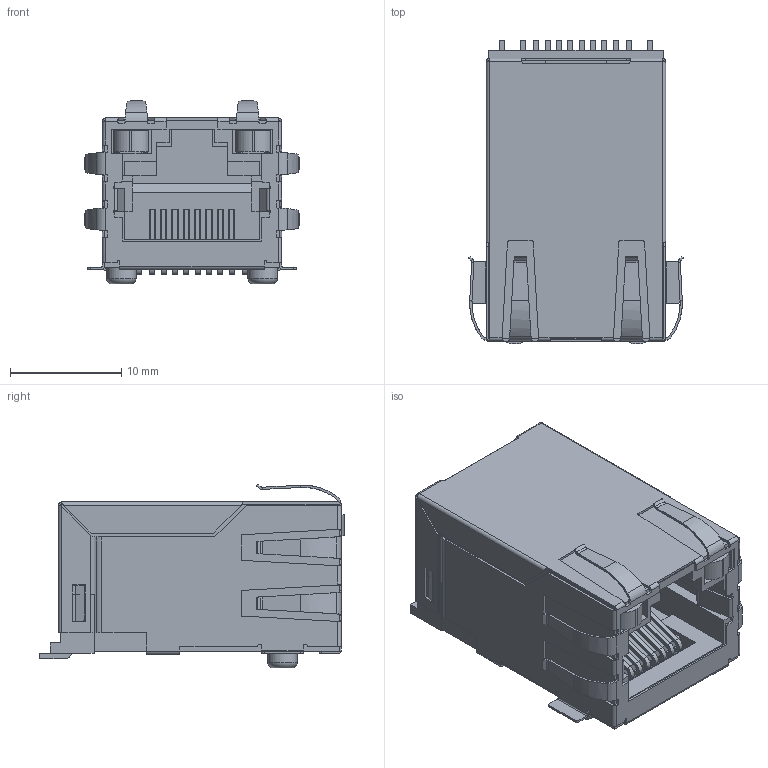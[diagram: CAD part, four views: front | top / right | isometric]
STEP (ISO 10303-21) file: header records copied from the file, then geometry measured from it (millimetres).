
FILE_DESCRIPTION(/* description */ ('Unknown'),/* implementation_level */ '2;1');
FILE_NAME(/* name */ '7498010210A',/* time_stamp */ '2019-05-07T07:38:40+02:00',/* author */ ('Unknown'),/* organization */ ('Unknown'),/* preprocessor_version */ 'ST-DEVELOPER v16.7',/* originating_system */ 'DEX',/* authorisation */ $);
FILE_SCHEMA (('AUTOMOTIVE_DESIGN {1 0 10303 214 3 1 1}'));
Length unit declared in the file: millimetre
Products named in the file (4): 7498010210A; housing; LED; shielding
Assembly tree (3 placements, depth 2):
  7498010210A
    housing
    LED
    shielding
Bounding box: 19.3 x 27.31 x 16.51 mm (x, y, z)
Volume: 3129.4 mm3; surface area: 7873.5 mm2
Topology: 22 solids, 22 shells, 1075 faces, 2870 edges, 1818 vertices
Faces by surface type: plane 769, cylinder 248, bspline 56, torus 2
Full cylindrical faces by diameter (mm): 2.65 x2
Entity records: 35845 total; most frequent: CARTESIAN_POINT 6905, ORIENTED_EDGE 5732, DIRECTION 5144, EDGE_CURVE 2866, LINE 2302, VECTOR 2302, VERTEX_POINT 1818, AXIS2_PLACEMENT_3D 1421
